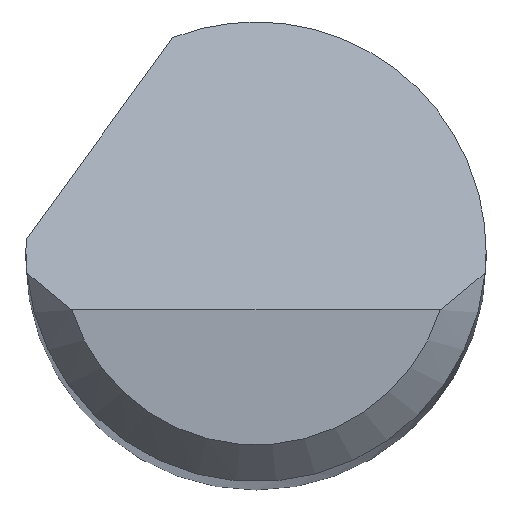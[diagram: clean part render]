
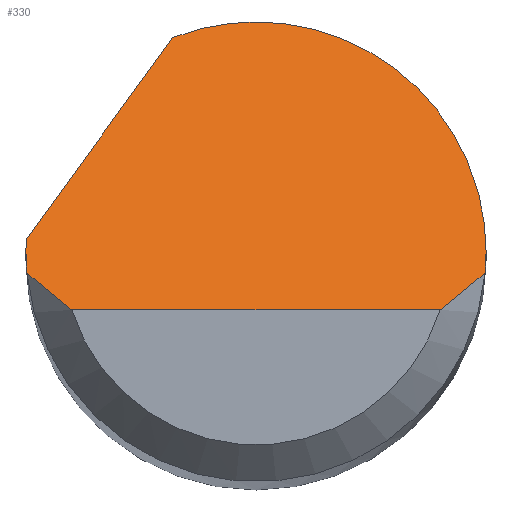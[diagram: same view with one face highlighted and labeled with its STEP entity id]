
A CAD part, top view. The second image highlights one B-rep face of the part: STEP entity #330.
In plain terms, the highlighted planar face has unit normal (0, 0.707, 0.707).
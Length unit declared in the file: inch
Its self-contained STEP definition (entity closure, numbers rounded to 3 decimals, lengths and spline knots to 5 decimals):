
#5 = CARTESIAN_POINT ( 'NONE',  ( -0.09334, -0.00875, 1.985 ) ) ;
#7 = ORIENTED_EDGE ( 'NONE', *, *, #321, .T. ) ;
#8 = VERTEX_POINT ( 'NONE', #95 ) ;
#11 = VERTEX_POINT ( 'NONE', #209 ) ;
#13 = VERTEX_POINT ( 'NONE', #281 ) ;
#17 = CARTESIAN_POINT ( 'NONE',  ( -0.09375, 0., 1.97625 ) ) ;
#20 = CARTESIAN_POINT ( 'NONE',  ( 0.09361, -0.00584, 1.98209 ) ) ;
#22 = CARTESIAN_POINT ( 'NONE',  ( -0.09371, 0.00333, 1.97292 ) ) ;
#30 = EDGE_CURVE ( 'NONE', #229, #332, #453, .T. ) ;
#40 = CARTESIAN_POINT ( 'NONE',  ( -0.03394, 0.08739, 1.88886 ) ) ;
#42 = CARTESIAN_POINT ( 'NONE',  ( -0.09375, -0.00292, 1.97917 ) ) ;
#49 =( BOUNDED_CURVE ( )  B_SPLINE_CURVE ( 3, ( #346, #314, #20, #174 ),
 .UNSPECIFIED., .F., .T. ) 
 B_SPLINE_CURVE_WITH_KNOTS ( ( 4, 4 ),
 ( 1.5708, 1.66427 ),
 .UNSPECIFIED. ) 
 CURVE ( )  GEOMETRIC_REPRESENTATION_ITEM ( )  RATIONAL_B_SPLINE_CURVE ( ( 1., 0.999, 0.999, 1. ) ) 
 REPRESENTATION_ITEM ( '' )  );
#68 = CARTESIAN_POINT ( 'NONE',  ( -0.09334, -0.00875, 1.985 ) ) ;
#72 = AXIS2_PLACEMENT_3D ( 'NONE', #315, #311, #240 ) ;
#76 = CARTESIAN_POINT ( 'NONE',  ( -0.09334, -0.00875, 1.985 ) ) ;
#87 = CARTESIAN_POINT ( 'NONE',  ( -0.09361, -0.00584, 1.98209 ) ) ;
#95 = CARTESIAN_POINT ( 'NONE',  ( 0.09334, -0.00875, 1.985 ) ) ;
#98 = VECTOR ( 'NONE', #280, 39.37008 ) ;
#108 = EDGE_CURVE ( 'NONE', #115, #13, #241, .T. ) ;
#113 = ORIENTED_EDGE ( 'NONE', *, *, #30, .F. ) ;
#115 = VERTEX_POINT ( 'NONE', #68 ) ;
#130 = CARTESIAN_POINT ( 'NONE',  ( 0.09375, 0.07266, 1.90359 ) ) ;
#137 = CARTESIAN_POINT ( 'NONE',  ( -0.03394, 0.08739, 1.88886 ) ) ;
#138 = DIRECTION ( 'NONE',  ( 0.456, 0.629, -0.629 ) ) ;
#160 = ORIENTED_EDGE ( 'NONE', *, *, #318, .F. ) ;
#165 = CARTESIAN_POINT ( 'NONE',  ( 0., -0.02375, 2. ) ) ;
#166 = B_SPLINE_CURVE_WITH_KNOTS ( 'NONE', 3,
 ( #443, #374, #221, #331 ),
 .UNSPECIFIED., .F., .F.,
 ( 4, 4 ),
 ( 0., 0.00071 ),
 .UNSPECIFIED. ) ;
#174 = CARTESIAN_POINT ( 'NONE',  ( 0.09334, -0.00875, 1.985 ) ) ;
#195 = CARTESIAN_POINT ( 'NONE',  ( -0.09362, 0.005, 1.97125 ) ) ;
#199 = LINE ( 'NONE', #452, #210 ) ;
#204 = EDGE_CURVE ( 'NONE', #11, #8, #166, .T. ) ;
#209 = CARTESIAN_POINT ( 'NONE',  ( 0.07508, -0.02375, 2. ) ) ;
#210 = VECTOR ( 'NONE', #138, 39.37008 ) ;
#218 = CARTESIAN_POINT ( 'NONE',  ( -0.08157, -0.019, 1.99525 ) ) ;
#221 = CARTESIAN_POINT ( 'NONE',  ( 0.08761, -0.01397, 1.99022 ) ) ;
#225 =( BOUNDED_CURVE ( )  B_SPLINE_CURVE ( 3, ( #5, #87, #42, #300 ),
 .UNSPECIFIED., .F., .T. ) 
 B_SPLINE_CURVE_WITH_KNOTS ( ( 4, 4 ),
 ( 4.61892, 4.71239 ),
 .UNSPECIFIED. ) 
 CURVE ( )  GEOMETRIC_REPRESENTATION_ITEM ( )  RATIONAL_B_SPLINE_CURVE ( ( 1., 0.999, 0.999, 1. ) ) 
 REPRESENTATION_ITEM ( '' )  );
#229 = VERTEX_POINT ( 'NONE', #40 ) ;
#240 = DIRECTION ( 'NONE',  ( 0., 0.707, -0.707 ) ) ;
#241 = B_SPLINE_CURVE_WITH_KNOTS ( 'NONE', 3,
 ( #76, #390, #218, #357 ),
 .UNSPECIFIED., .F., .F.,
 ( 4, 4 ),
 ( 0., 0.00071 ),
 .UNSPECIFIED. ) ;
#278 = FACE_OUTER_BOUND ( 'NONE', #287, .T. ) ;
#280 = DIRECTION ( 'NONE',  ( 1., 0., 0. ) ) ;
#281 = CARTESIAN_POINT ( 'NONE',  ( -0.07508, -0.02375, 2. ) ) ;
#287 = EDGE_LOOP ( 'NONE', ( #7, #373, #292, #113, #358, #160, #446, #438 ) ) ;
#292 = ORIENTED_EDGE ( 'NONE', *, *, #449, .F. ) ;
#296 = EDGE_CURVE ( 'NONE', #115, #355, #225, .T. ) ;
#300 = CARTESIAN_POINT ( 'NONE',  ( -0.09375, 0., 1.97625 ) ) ;
#301 = VERTEX_POINT ( 'NONE', #195 ) ;
#309 = PLANE ( 'NONE',  #72 ) ;
#311 = DIRECTION ( 'NONE',  ( 0., -0.707, -0.707 ) ) ;
#314 = CARTESIAN_POINT ( 'NONE',  ( 0.09375, -0.00292, 1.97917 ) ) ;
#315 = CARTESIAN_POINT ( 'NONE',  ( -0.09375, -0.02375, 2. ) ) ;
#318 = EDGE_CURVE ( 'NONE', #355, #301, #369, .T. ) ;
#321 = EDGE_CURVE ( 'NONE', #13, #11, #376, .T. ) ;
#330 = ADVANCED_FACE ( 'NONE', ( #278 ), #309, .F. ) ;
#331 = CARTESIAN_POINT ( 'NONE',  ( 0.09334, -0.00875, 1.985 ) ) ;
#332 = VERTEX_POINT ( 'NONE', #460 ) ;
#339 = EDGE_CURVE ( 'NONE', #301, #229, #199, .T. ) ;
#346 = CARTESIAN_POINT ( 'NONE',  ( 0.09375, 0., 1.97625 ) ) ;
#355 = VERTEX_POINT ( 'NONE', #454 ) ;
#357 = CARTESIAN_POINT ( 'NONE',  ( -0.07508, -0.02375, 2. ) ) ;
#358 = ORIENTED_EDGE ( 'NONE', *, *, #339, .F. ) ;
#369 =( BOUNDED_CURVE ( )  B_SPLINE_CURVE ( 3, ( #17, #456, #22, #409 ),
 .UNSPECIFIED., .F., .T. ) 
 B_SPLINE_CURVE_WITH_KNOTS ( ( 4, 4 ),
 ( 4.71239, 4.76575 ),
 .UNSPECIFIED. ) 
 CURVE ( )  GEOMETRIC_REPRESENTATION_ITEM ( )  RATIONAL_B_SPLINE_CURVE ( ( 1., 1., 1., 1. ) ) 
 REPRESENTATION_ITEM ( '' )  );
#373 = ORIENTED_EDGE ( 'NONE', *, *, #204, .T. ) ;
#374 = CARTESIAN_POINT ( 'NONE',  ( 0.08157, -0.019, 1.99525 ) ) ;
#376 = LINE ( 'NONE', #165, #98 ) ;
#377 = CARTESIAN_POINT ( 'NONE',  ( 0.09375, 0., 1.97625 ) ) ;
#383 = CARTESIAN_POINT ( 'NONE',  ( 0.03379, 0.11369, 1.86256 ) ) ;
#390 = CARTESIAN_POINT ( 'NONE',  ( -0.08761, -0.01397, 1.99022 ) ) ;
#409 = CARTESIAN_POINT ( 'NONE',  ( -0.09362, 0.005, 1.97125 ) ) ;
#438 = ORIENTED_EDGE ( 'NONE', *, *, #108, .T. ) ;
#443 = CARTESIAN_POINT ( 'NONE',  ( 0.07508, -0.02375, 2. ) ) ;
#446 = ORIENTED_EDGE ( 'NONE', *, *, #296, .F. ) ;
#449 = EDGE_CURVE ( 'NONE', #332, #8, #49, .T. ) ;
#452 = CARTESIAN_POINT ( 'NONE',  ( -0.11014, -0.01781, 1.99406 ) ) ;
#453 =( BOUNDED_CURVE ( )  B_SPLINE_CURVE ( 3, ( #137, #383, #130, #377 ),
 .UNSPECIFIED., .F., .T. ) 
 B_SPLINE_CURVE_WITH_KNOTS ( ( 4, 4 ),
 ( 5.91277, 7.85398 ),
 .UNSPECIFIED. ) 
 CURVE ( )  GEOMETRIC_REPRESENTATION_ITEM ( )  RATIONAL_B_SPLINE_CURVE ( ( 1., 0.71, 0.71, 1. ) ) 
 REPRESENTATION_ITEM ( '' )  );
#454 = CARTESIAN_POINT ( 'NONE',  ( -0.09375, 0., 1.97625 ) ) ;
#456 = CARTESIAN_POINT ( 'NONE',  ( -0.09375, 0.00167, 1.97458 ) ) ;
#460 = CARTESIAN_POINT ( 'NONE',  ( 0.09375, 0., 1.97625 ) ) ;
